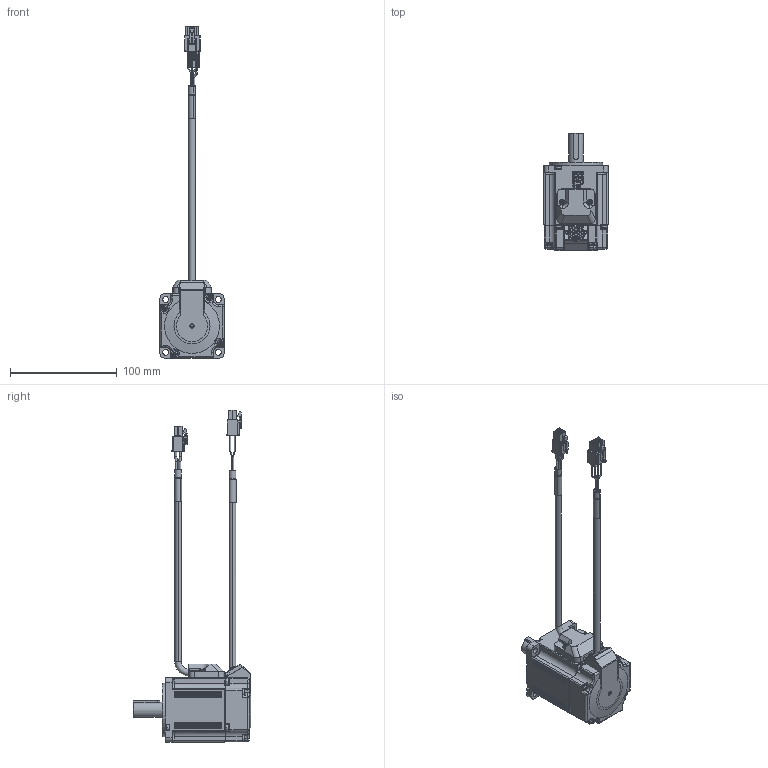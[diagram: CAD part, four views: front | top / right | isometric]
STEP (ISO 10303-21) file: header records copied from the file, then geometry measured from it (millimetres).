
FILE_DESCRIPTION(/* description */ (''),/* implementation_level */ '2;1');
FILE_NAME(/* name */ 'X3MA020A-N2LN.stp',/* time_stamp */ '2016-04-01T08:34:32+08:00',/* author */ (''),/* organization */ (''),/* preprocessor_version */ 'ST-DEVELOPER v16',/* originating_system */ 'SIEMENS PLM Software NX 10.0',/* authorisation */ '');
FILE_SCHEMA (('AP203_CONFIGURATION_CONTROLLED_3D_DESIGN_OF_MECHANICAL_PARTS_AND_ASSEMBLIES_MIM_LF { 1 0 10303 403 2 1 2}'));
Products named in the file (1): Admi0DA4114Cxipr
Bounding box: 60 x 110 x 310.78 mm (x, y, z)
Volume: 5425.5 mm3; surface area: 50848 mm2
Topology: 10 solids, 12 shells, 1930 faces, 4834 edges, 3024 vertices
Faces by surface type: plane 1123, cylinder 598, cone 73, torus 65, bspline 51, sphere 20
Full cylindrical faces by diameter (mm): 0.98 x3, 1.76 x6, 2.3 x3, 2.5 x1, 2.6 x2, 3 x11, 3.2 x8, 3.3 x4, 3.5 x8, 4 x1, 4.2 x12, 5.5 x4, 13.8 x1, 14 x2, 15 x1, 17 x1, 17.4 x1, 18 x1, 25 x1, 28 x1, 35 x1, 50 x1
Entity records: 78377 total; most frequent: CARTESIAN_POINT 33290, DIRECTION 9350, ORIENTED_EDGE 9266, EDGE_CURVE 4633, AXIS2_PLACEMENT_3D 3197, LINE 2956, VECTOR 2956, VERTEX_POINT 2948
